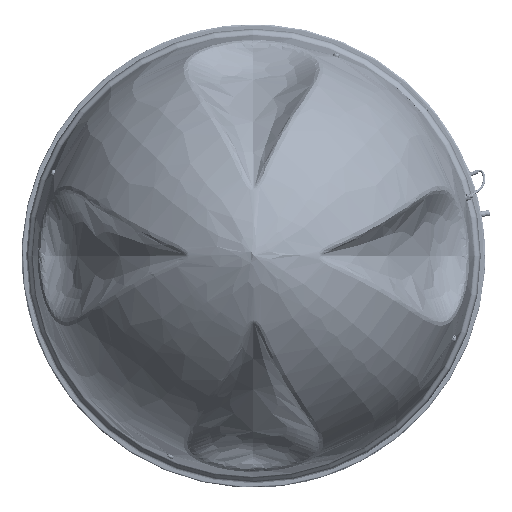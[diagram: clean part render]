
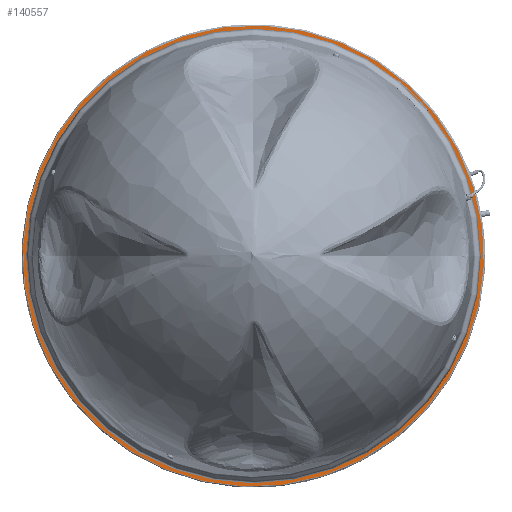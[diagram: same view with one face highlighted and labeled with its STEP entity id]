
A CAD part, top view. The second image highlights one B-rep face of the part: STEP entity #140557.
In plain terms, the highlighted planar face has unit normal (0, 0, 1).
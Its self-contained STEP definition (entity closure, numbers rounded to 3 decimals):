
#3276=FACE_BOUND('',#23824,.T.);
#15804=FACE_OUTER_BOUND('',#23823,.T.);
#23823=EDGE_LOOP('',(#108648));
#23824=EDGE_LOOP('',(#108649));
#47488=CIRCLE('',#145792,392.399);
#48843=CIRCLE('',#149092,398.);
#55494=VERTEX_POINT('',#237012);
#59044=VERTEX_POINT('',#271706);
#70837=EDGE_CURVE('',#55494,#55494,#47488,.T.);
#76465=EDGE_CURVE('',#59044,#59044,#48843,.T.);
#108648=ORIENTED_EDGE('',*,*,#76465,.F.);
#108649=ORIENTED_EDGE('',*,*,#70837,.T.);
#126822=PLANE('',#149091);
#140557=ADVANCED_FACE('',(#15804,#3276),#126822,.T.);
#145792=AXIS2_PLACEMENT_3D('',#237014,#161933,#161934);
#149091=AXIS2_PLACEMENT_3D('',#271705,#171307,#171308);
#149092=AXIS2_PLACEMENT_3D('',#271707,#171309,#171310);
#161933=DIRECTION('center_axis',(0.,0.,
-1.));
#161934=DIRECTION('ref_axis',(0.,1.,0.));
#171307=DIRECTION('center_axis',(0.,0.,
1.));
#171308=DIRECTION('ref_axis',(0.924,-0.383,0.));
#171309=DIRECTION('center_axis',(0.,0.,
-1.));
#171310=DIRECTION('ref_axis',(0.383,0.924,0.));
#237012=CARTESIAN_POINT('',(0.,-392.399,232.25));
#237014=CARTESIAN_POINT('Origin',(0.,0.,
232.25));
#271705=CARTESIAN_POINT('Origin',(-144.654,-349.226,232.25));
#271706=CARTESIAN_POINT('',(-367.704,152.308,232.25));
#271707=CARTESIAN_POINT('Origin',(0.,0.,
232.25));
